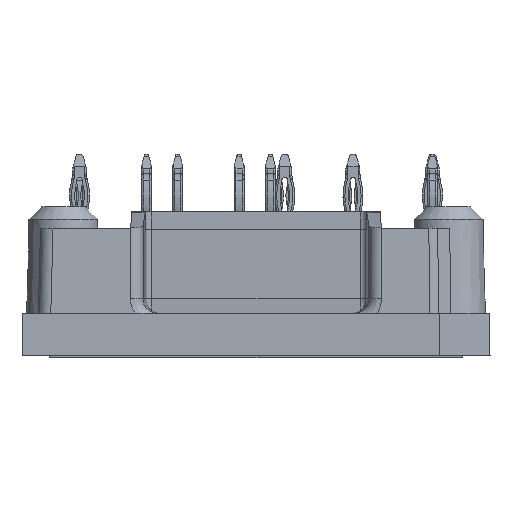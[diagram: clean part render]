
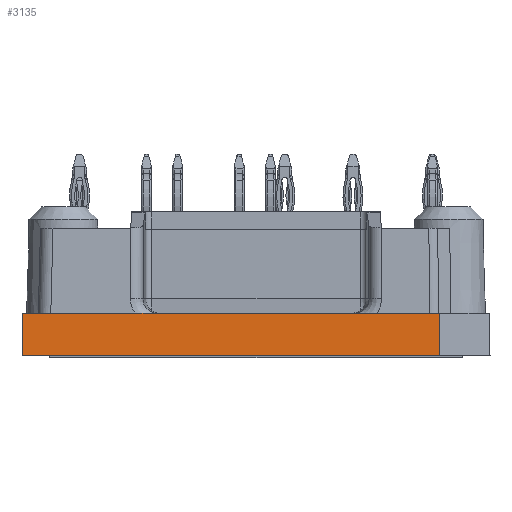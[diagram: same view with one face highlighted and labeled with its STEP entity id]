
A CAD part, left-side view. The second image highlights one B-rep face of the part: STEP entity #3135.
In plain terms, the highlighted planar face has unit normal (-1, 0, 0.018).
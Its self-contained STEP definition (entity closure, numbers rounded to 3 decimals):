
#3135 = ADVANCED_FACE( '', ( #9135 ), #9136, .T. );
#9135 = FACE_OUTER_BOUND( '', #18668, .T. );
#9136 = PLANE( '', #18669 );
#18668 = EDGE_LOOP( '', ( #70509, #70510, #70511, #70512 ) );
#18669 = AXIS2_PLACEMENT_3D( '', #70513, #70514, #70515 );
#70509 = ORIENTED_EDGE( '', *, *, #96584, .T. );
#70510 = ORIENTED_EDGE( '', *, *, #96585, .F. );
#70511 = ORIENTED_EDGE( '', *, *, #96586, .T. );
#70512 = ORIENTED_EDGE( '', *, *, #96587, .T. );
#70513 = CARTESIAN_POINT( '', ( -43.5, 0.25, 5. ) );
#70514 = DIRECTION( '', ( -1., 0., 0.017 ) );
#70515 = DIRECTION( '', ( 0.017, 0., 1. ) );
#96584 = EDGE_CURVE( '', #107589, #107590, #107591, .F. );
#96585 = EDGE_CURVE( '', #107592, #107590, #107593, .F. );
#96586 = EDGE_CURVE( '', #107592, #107594, #107595, .T. );
#96587 = EDGE_CURVE( '', #107594, #107589, #107596, .F. );
#107589 = VERTEX_POINT( '', #125017 );
#107590 = VERTEX_POINT( '', #125018 );
#107591 = LINE( '', #125019, #125020 );
#107592 = VERTEX_POINT( '', #125021 );
#107593 = LINE( '', #125022, #125023 );
#107594 = VERTEX_POINT( '', #125024 );
#107595 = LINE( '', #125025, #125026 );
#107596 = LINE( '', #125027, #125028 );
#125017 = CARTESIAN_POINT( '', ( -43.5, -14.45, 5. ) );
#125018 = CARTESIAN_POINT( '', ( -43.441, -14.425, 8.4 ) );
#125019 = CARTESIAN_POINT( '', ( -43.498, -14.449, 5.134 ) );
#125020 = VECTOR( '', #175193, 1000. );
#125021 = CARTESIAN_POINT( '', ( -43.441, 18.891, 8.4 ) );
#125022 = CARTESIAN_POINT( '', ( -43.441, 0.25, 8.4 ) );
#125023 = VECTOR( '', #175194, 1000. );
#125024 = CARTESIAN_POINT( '', ( -43.5, 18.95, 5. ) );
#125025 = CARTESIAN_POINT( '', ( -43.494, 18.944, 5.326 ) );
#125026 = VECTOR( '', #175195, 1000. );
#125027 = CARTESIAN_POINT( '', ( -43.5, 0.25, 5. ) );
#125028 = VECTOR( '', #175196, 1000. );
#175193 = DIRECTION( '', ( -0.017, -0.007, -1. ) );
#175194 = DIRECTION( '', ( 0., 1., 0. ) );
#175195 = DIRECTION( '', ( -0.017, 0.017, -1. ) );
#175196 = DIRECTION( '', ( 0., 1., 0. ) );
